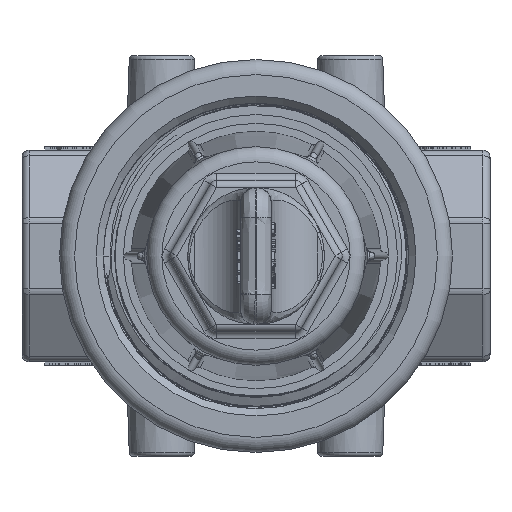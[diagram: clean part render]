
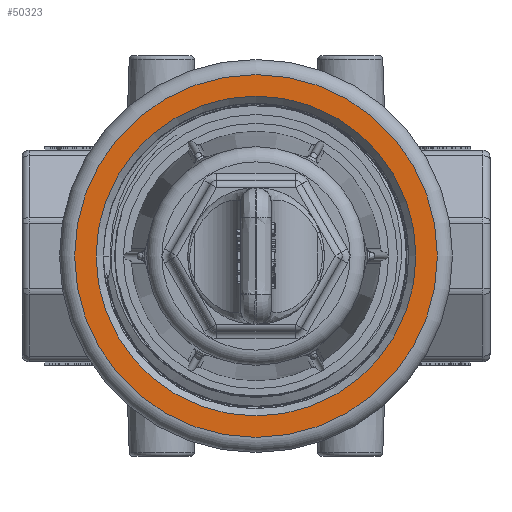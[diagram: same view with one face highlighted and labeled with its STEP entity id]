
A CAD part, front view. The second image highlights one B-rep face of the part: STEP entity #50323.
In plain terms, the highlighted planar face has unit normal (0, -1, 0).
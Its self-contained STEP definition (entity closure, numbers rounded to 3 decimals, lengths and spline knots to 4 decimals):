
#3214=FACE_BOUND('',#7622,.T.);
#3506=CIRCLE('',#53473,1.5);
#3511=CIRCLE('',#53478,1.5);
#3515=CIRCLE('',#53484,1.3225);
#4754=FACE_OUTER_BOUND('',#7621,.T.);
#7621=EDGE_LOOP('',(#33239,#33240));
#7622=EDGE_LOOP('',(#33241));
#20138=VERTEX_POINT('',#70259);
#20139=VERTEX_POINT('',#70260);
#20146=VERTEX_POINT('',#70279);
#25274=EDGE_CURVE('',#20138,#20139,#3506,.T.);
#25279=EDGE_CURVE('',#20139,#20138,#3511,.T.);
#25284=EDGE_CURVE('',#20146,#20146,#3515,.T.);
#33239=ORIENTED_EDGE('',*,*,#25274,.F.);
#33240=ORIENTED_EDGE('',*,*,#25279,.F.);
#33241=ORIENTED_EDGE('',*,*,#25284,.F.);
#47566=PLANE('',#53483);
#50323=ADVANCED_FACE('',(#4754,#3214),#47566,.T.);
#53473=AXIS2_PLACEMENT_3D('',#70261,#56989,#56990);
#53478=AXIS2_PLACEMENT_3D('',#70269,#56999,#57000);
#53483=AXIS2_PLACEMENT_3D('',#70278,#57010,#57011);
#53484=AXIS2_PLACEMENT_3D('',#70280,#57012,#57013);
#56989=DIRECTION('center_axis',(0.,1.,0.));
#56990=DIRECTION('ref_axis',(-1.,0.,0.));
#56999=DIRECTION('center_axis',(0.,1.,0.));
#57000=DIRECTION('ref_axis',(-1.,0.,0.));
#57010=DIRECTION('center_axis',(0.,-1.,0.));
#57011=DIRECTION('ref_axis',(0.,0.,-1.));
#57012=DIRECTION('center_axis',(0.,-1.,0.));
#57013=DIRECTION('ref_axis',(-1.,0.,0.));
#70259=CARTESIAN_POINT('',(1.5,-2.481,0.));
#70260=CARTESIAN_POINT('',(0.,-2.481,1.5));
#70261=CARTESIAN_POINT('Origin',(0.,-2.481,0.));
#70269=CARTESIAN_POINT('Origin',(0.,-2.481,0.));
#70278=CARTESIAN_POINT('Origin',(1.4438,-2.481,0.));
#70279=CARTESIAN_POINT('',(1.3225,-2.481,0.));
#70280=CARTESIAN_POINT('Origin',(0.,-2.481,0.));
